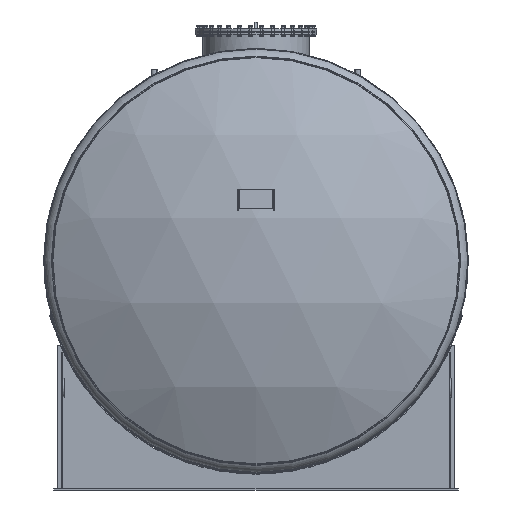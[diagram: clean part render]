
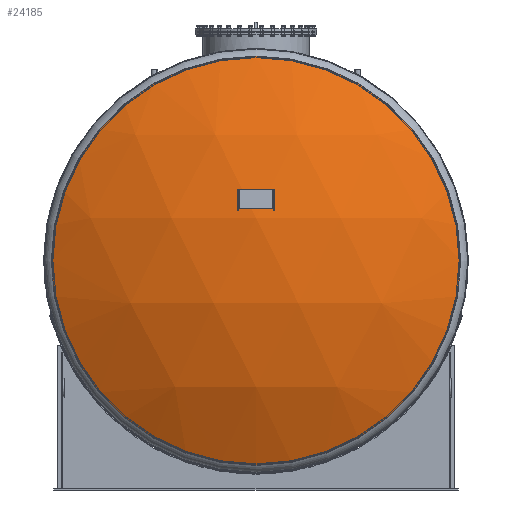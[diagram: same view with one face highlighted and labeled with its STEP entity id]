
A CAD part, front view. The second image highlights one B-rep face of the part: STEP entity #24185.
In plain terms, the highlighted spherical face has radius 2515 mm.
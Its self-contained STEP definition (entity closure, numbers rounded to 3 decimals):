
#1541=SPHERICAL_SURFACE('',#26101,2515.);
#2469=FACE_OUTER_BOUND('',#4047,.T.);
#4047=EDGE_LOOP('',(#15659));
#8995=CIRCLE('',#26099,1208.955);
#10042=VERTEX_POINT('',#35512);
#12213=EDGE_CURVE('',#10042,#10042,#8995,.T.);
#15659=ORIENTED_EDGE('',*,*,#12213,.T.);
#24185=ADVANCED_FACE('',(#2469),#1541,.T.);
#26099=AXIS2_PLACEMENT_3D('',#35513,#28810,#28811);
#26101=AXIS2_PLACEMENT_3D('',#35515,#28814,#28815);
#28810=DIRECTION('center_axis',(0.,-1.,0.));
#28811=DIRECTION('ref_axis',(1.,0.,0.));
#28814=DIRECTION('center_axis',(0.,0.,1.));
#28815=DIRECTION('ref_axis',(1.,0.,0.));
#35512=CARTESIAN_POINT('',(0.,-4050.251,1208.955));
#35513=CARTESIAN_POINT('Origin',(0.,-4050.251,
0.));
#35515=CARTESIAN_POINT('Origin',(0.,-1844.882,
0.));
